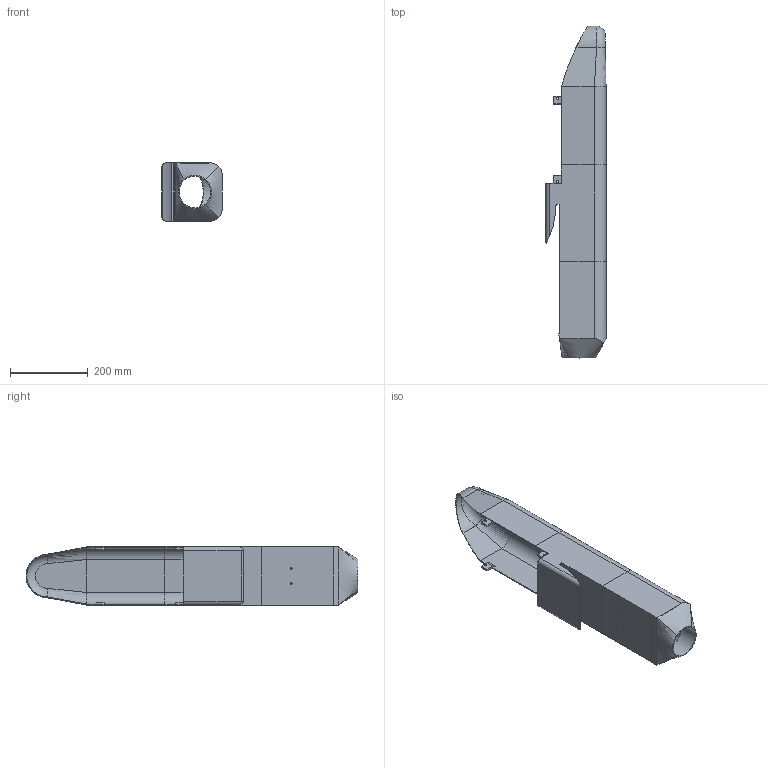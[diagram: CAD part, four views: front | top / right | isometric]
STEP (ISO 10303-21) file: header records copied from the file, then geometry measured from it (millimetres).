
FILE_DESCRIPTION(/* description */ (''),/* implementation_level */ '2;1');
FILE_NAME(/* name */ 'Fueselage.stp',/* time_stamp */ '2025-08-10T13:49:41-04:00',/* author */ ('Cupri'),/* organization */ (''),/* preprocessor_version */ 'ST-DEVELOPER v20.1',/* originating_system */ 'Autodesk Inventor 2026',/* authorisation */ '');
FILE_SCHEMA (('CONFIG_CONTROL_DESIGN'));
Length unit declared in the file: millimetre
Products named in the file (1): WingBox
Bounding box: 155.04 x 856.25 x 150 mm (x, y, z)
Volume: 2497830.1 mm3; surface area: 761480.5 mm2
Topology: 4 solids, 4 shells, 129 faces, 340 edges, 221 vertices
Faces by surface type: plane 84, cylinder 35, bspline 8, torus 2
Full cylindrical faces by diameter (mm): 5.2 x2, 5.3 x4, 81.45 x1
Entity records: 4779 total; most frequent: CARTESIAN_POINT 1486, ORIENTED_EDGE 680, DIRECTION 657, EDGE_CURVE 340, LINE 245, VECTOR 245, VERTEX_POINT 221, AXIS2_PLACEMENT_3D 206
